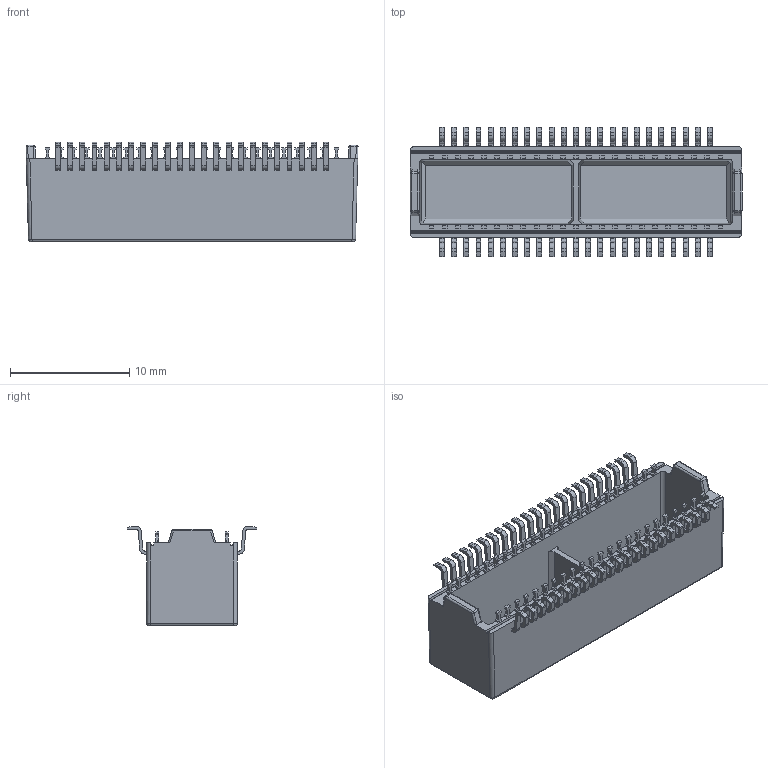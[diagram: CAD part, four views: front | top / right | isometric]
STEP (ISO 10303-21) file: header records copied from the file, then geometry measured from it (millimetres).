
FILE_DESCRIPTION((''),'2;1');
FILE_NAME('01-501006','2021-09-16T18:41:00',('pc183'),(''),'CREO PARAMETRIC BY PTC INC, 2020033','CREO PARAMETRIC BY PTC INC, 2020033','');
FILE_SCHEMA(('CONFIG_CONTROL_DESIGN'));
Length unit declared in the file: millimetre
Products named in the file (1): 01-501006
Bounding box: 27.79 x 10.8 x 8.35 mm (x, y, z)
Volume: 665.4 mm3; surface area: 1564.7 mm2
Topology: 1 solids, 1 shells, 1329 faces, 3666 edges, 2432 vertices
Faces by surface type: plane 1099, cylinder 218, sphere 8, bspline 4
Entity records: 42100 total; most frequent: CARTESIAN_POINT 7829, ORIENTED_EDGE 7332, DIRECTION 6680, EDGE_CURVE 3666, VECTOR 3222, LINE 3222, VERTEX_POINT 2432, AXIS2_PLACEMENT_3D 1729
